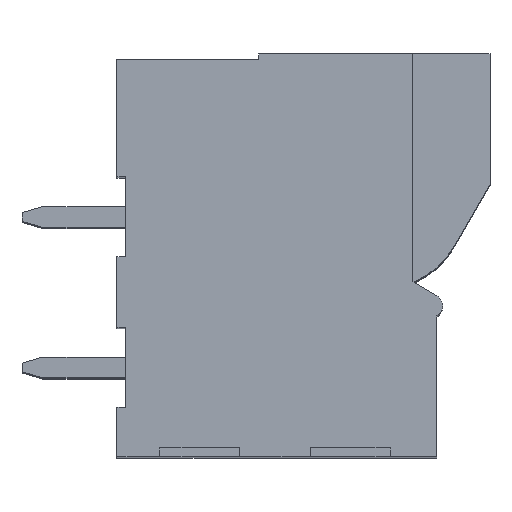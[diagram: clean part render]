
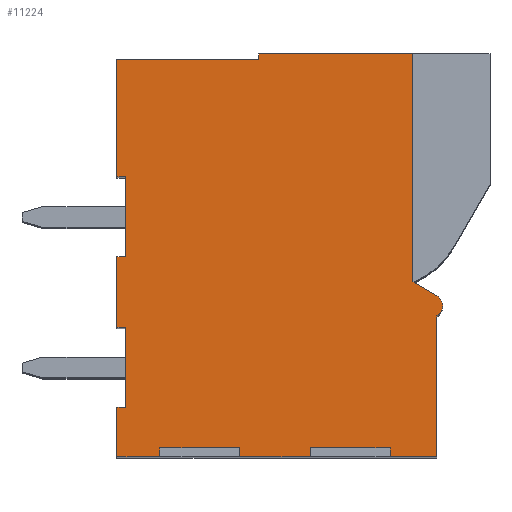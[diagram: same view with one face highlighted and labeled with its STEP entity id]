
A CAD part, top view. The second image highlights one B-rep face of the part: STEP entity #11224.
In plain terms, the highlighted planar face has unit normal (0, 0, 1).
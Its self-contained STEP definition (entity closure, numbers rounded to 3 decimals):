
#2258=CARTESIAN_POINT('',(10.604,5.094,0.));
#2259=DIRECTION('',(0.,0.,1.));
#2260=DIRECTION('',(0.495,-0.869,0.));
#2261=AXIS2_PLACEMENT_3D('',#2258,#2259,#2260);
#2263=DIRECTION('',(0.,1.,0.));
#2264=VECTOR('',#2263,0.2);
#2265=CARTESIAN_POINT('',(4.8,13.4,0.));
#2266=LINE('',#2265,#2264);
#2267=DIRECTION('',(1.,0.,0.));
#2268=VECTOR('',#2267,5.2);
#2269=CARTESIAN_POINT('',(4.8,13.6,0.));
#2270=LINE('',#2269,#2268);
#2271=DIRECTION('',(0.,-1.,0.));
#2272=VECTOR('',#2271,7.7);
#2273=CARTESIAN_POINT('',(10.,13.6,0.));
#2274=LINE('',#2273,#2272);
#2275=DIRECTION('',(0.866,-0.5,0.));
#2276=VECTOR('',#2275,0.926);
#2277=CARTESIAN_POINT('',(10.,5.9,0.));
#2278=LINE('',#2277,#2276);
#2279=DIRECTION('',(0.,-1.,0.));
#2280=VECTOR('',#2279,4.75);
#2281=CARTESIAN_POINT('',(10.8,4.75,0.));
#2282=LINE('',#2281,#2280);
#2283=DIRECTION('',(-1.,0.,0.));
#2284=VECTOR('',#2283,1.57);
#2285=CARTESIAN_POINT('',(10.8,0.,0.));
#2286=LINE('',#2285,#2284);
#2287=DIRECTION('',(0.,1.,0.));
#2288=VECTOR('',#2287,0.3);
#2289=CARTESIAN_POINT('',(9.23,0.,0.));
#2290=LINE('',#2289,#2288);
#2291=DIRECTION('',(-1.,0.,0.));
#2292=VECTOR('',#2291,2.7);
#2293=CARTESIAN_POINT('',(9.23,0.3,0.));
#2294=LINE('',#2293,#2292);
#2295=DIRECTION('',(0.,-1.,0.));
#2296=VECTOR('',#2295,0.3);
#2297=CARTESIAN_POINT('',(6.53,0.3,0.));
#2298=LINE('',#2297,#2296);
#2299=DIRECTION('',(-1.,0.,0.));
#2300=VECTOR('',#2299,2.38);
#2301=CARTESIAN_POINT('',(6.53,0.,0.));
#2302=LINE('',#2301,#2300);
#2303=DIRECTION('',(0.,1.,0.));
#2304=VECTOR('',#2303,0.3);
#2305=CARTESIAN_POINT('',(4.15,0.,0.));
#2306=LINE('',#2305,#2304);
#2307=DIRECTION('',(-1.,0.,0.));
#2308=VECTOR('',#2307,2.7);
#2309=CARTESIAN_POINT('',(4.15,0.3,0.));
#2310=LINE('',#2309,#2308);
#2311=DIRECTION('',(0.,-1.,0.));
#2312=VECTOR('',#2311,0.3);
#2313=CARTESIAN_POINT('',(1.45,0.3,0.));
#2314=LINE('',#2313,#2312);
#2315=DIRECTION('',(-1.,0.,0.));
#2316=VECTOR('',#2315,1.45);
#2317=CARTESIAN_POINT('',(1.45,0.,0.));
#2318=LINE('',#2317,#2316);
#2319=DIRECTION('',(0.,1.,0.));
#2320=VECTOR('',#2319,1.67);
#2321=CARTESIAN_POINT('',(0.,0.,0.));
#2322=LINE('',#2321,#2320);
#2323=DIRECTION('',(1.,0.,0.));
#2324=VECTOR('',#2323,0.3);
#2325=CARTESIAN_POINT('',(0.,1.67,0.));
#2326=LINE('',#2325,#2324);
#2327=DIRECTION('',(0.,1.,0.));
#2328=VECTOR('',#2327,2.7);
#2329=CARTESIAN_POINT('',(0.3,1.67,0.));
#2330=LINE('',#2329,#2328);
#2331=DIRECTION('',(-1.,0.,0.));
#2332=VECTOR('',#2331,0.3);
#2333=CARTESIAN_POINT('',(0.3,4.37,0.));
#2334=LINE('',#2333,#2332);
#2335=DIRECTION('',(0.,1.,0.));
#2336=VECTOR('',#2335,2.38);
#2337=CARTESIAN_POINT('',(0.,4.37,0.));
#2338=LINE('',#2337,#2336);
#2339=DIRECTION('',(1.,0.,0.));
#2340=VECTOR('',#2339,0.3);
#2341=CARTESIAN_POINT('',(0.,6.75,0.));
#2342=LINE('',#2341,#2340);
#2343=DIRECTION('',(0.,1.,0.));
#2344=VECTOR('',#2343,2.7);
#2345=CARTESIAN_POINT('',(0.3,6.75,0.));
#2346=LINE('',#2345,#2344);
#2347=DIRECTION('',(-1.,0.,0.));
#2348=VECTOR('',#2347,0.3);
#2349=CARTESIAN_POINT('',(0.3,9.45,0.));
#2350=LINE('',#2349,#2348);
#2351=DIRECTION('',(0.,1.,0.));
#2352=VECTOR('',#2351,3.95);
#2353=CARTESIAN_POINT('',(0.,9.45,0.));
#2354=LINE('',#2353,#2352);
#2355=DIRECTION('',(1.,0.,0.));
#2356=VECTOR('',#2355,4.8);
#2357=CARTESIAN_POINT('',(0.,13.4,0.));
#2358=LINE('',#2357,#2356);
#6083=CARTESIAN_POINT('',(10.,13.6,0.));
#6084=CARTESIAN_POINT('',(10.,5.9,0.));
#6085=VERTEX_POINT('',#6083);
#6086=VERTEX_POINT('',#6084);
#6087=CARTESIAN_POINT('',(4.8,13.6,0.));
#6088=VERTEX_POINT('',#6087);
#6089=CARTESIAN_POINT('',(4.8,13.4,0.));
#6090=VERTEX_POINT('',#6089);
#6091=CARTESIAN_POINT('',(0.,13.4,0.));
#6092=VERTEX_POINT('',#6091);
#6093=CARTESIAN_POINT('',(0.,9.45,0.));
#6094=VERTEX_POINT('',#6093);
#6095=CARTESIAN_POINT('',(0.3,9.45,0.));
#6096=VERTEX_POINT('',#6095);
#6097=CARTESIAN_POINT('',(0.3,6.75,0.));
#6098=VERTEX_POINT('',#6097);
#6099=CARTESIAN_POINT('',(0.,6.75,0.));
#6100=VERTEX_POINT('',#6099);
#6101=CARTESIAN_POINT('',(0.,4.37,0.));
#6102=VERTEX_POINT('',#6101);
#6103=CARTESIAN_POINT('',(0.3,4.37,0.));
#6104=VERTEX_POINT('',#6103);
#6105=CARTESIAN_POINT('',(0.3,1.67,0.));
#6106=VERTEX_POINT('',#6105);
#6107=CARTESIAN_POINT('',(0.,1.67,0.));
#6108=VERTEX_POINT('',#6107);
#6109=CARTESIAN_POINT('',(0.,0.,0.));
#6110=VERTEX_POINT('',#6109);
#6111=CARTESIAN_POINT('',(1.45,0.,0.));
#6112=VERTEX_POINT('',#6111);
#6113=CARTESIAN_POINT('',(1.45,0.3,0.));
#6114=VERTEX_POINT('',#6113);
#6115=CARTESIAN_POINT('',(4.15,0.3,0.));
#6116=VERTEX_POINT('',#6115);
#6117=CARTESIAN_POINT('',(4.15,0.,0.));
#6118=VERTEX_POINT('',#6117);
#6119=CARTESIAN_POINT('',(6.53,0.,0.));
#6120=VERTEX_POINT('',#6119);
#6121=CARTESIAN_POINT('',(6.53,0.3,0.));
#6122=VERTEX_POINT('',#6121);
#6123=CARTESIAN_POINT('',(9.23,0.3,0.));
#6124=VERTEX_POINT('',#6123);
#6125=CARTESIAN_POINT('',(9.23,0.,0.));
#6126=VERTEX_POINT('',#6125);
#6127=CARTESIAN_POINT('',(10.8,0.,0.));
#6128=VERTEX_POINT('',#6127);
#6129=CARTESIAN_POINT('',(10.8,4.75,0.));
#6130=VERTEX_POINT('',#6129);
#6131=CARTESIAN_POINT('',(10.802,5.437,0.));
#6132=VERTEX_POINT('',#6131);
#11177=CARTESIAN_POINT('',(5.5,6.8,0.));
#11178=DIRECTION('',(0.,0.,1.));
#11179=DIRECTION('',(0.,-1.,0.));
#11180=AXIS2_PLACEMENT_3D('',#11177,#11178,#11179);
#11181=PLANE('',#11180);
#11183=ORIENTED_EDGE('',*,*,#11182,.T.);
#11184=ORIENTED_EDGE('',*,*,#9278,.T.);
#11186=ORIENTED_EDGE('',*,*,#11185,.T.);
#11187=ORIENTED_EDGE('',*,*,#8198,.T.);
#11188=ORIENTED_EDGE('',*,*,#11163,.F.);
#11189=ORIENTED_EDGE('',*,*,#11149,.T.);
#11190=ORIENTED_EDGE('',*,*,#11135,.T.);
#11192=ORIENTED_EDGE('',*,*,#11191,.T.);
#11194=ORIENTED_EDGE('',*,*,#11193,.T.);
#11196=ORIENTED_EDGE('',*,*,#11195,.T.);
#11197=ORIENTED_EDGE('',*,*,#11127,.T.);
#11199=ORIENTED_EDGE('',*,*,#11198,.T.);
#11201=ORIENTED_EDGE('',*,*,#11200,.T.);
#11203=ORIENTED_EDGE('',*,*,#11202,.T.);
#11204=ORIENTED_EDGE('',*,*,#11119,.T.);
#11205=ORIENTED_EDGE('',*,*,#11105,.T.);
#11206=ORIENTED_EDGE('',*,*,#11091,.T.);
#11207=ORIENTED_EDGE('',*,*,#9957,.T.);
#11209=ORIENTED_EDGE('',*,*,#11208,.T.);
#11211=ORIENTED_EDGE('',*,*,#11210,.T.);
#11213=ORIENTED_EDGE('',*,*,#11212,.T.);
#11215=ORIENTED_EDGE('',*,*,#11214,.T.);
#11217=ORIENTED_EDGE('',*,*,#11216,.T.);
#11219=ORIENTED_EDGE('',*,*,#11218,.T.);
#11221=ORIENTED_EDGE('',*,*,#11220,.T.);
#11222=EDGE_LOOP('',(#11183,#11184,#11186,#11187,#11188,#11189,#11190,#11192,
#11194,#11196,#11197,#11199,#11201,#11203,#11204,#11205,#11206,#11207,#11209,
#11211,#11213,#11215,#11217,#11219,#11221));
#11223=FACE_OUTER_BOUND('',#11222,.F.);
#2262=CIRCLE('',#2261,0.396);
#8198=EDGE_CURVE('',#6086,#6132,#2278,.T.);
#9278=EDGE_CURVE('',#6088,#6085,#2270,.T.);
#9957=EDGE_CURVE('',#6106,#6104,#2330,.T.);
#11091=EDGE_CURVE('',#6108,#6106,#2326,.T.);
#11105=EDGE_CURVE('',#6110,#6108,#2322,.T.);
#11119=EDGE_CURVE('',#6112,#6110,#2318,.T.);
#11127=EDGE_CURVE('',#6120,#6118,#2302,.T.);
#11135=EDGE_CURVE('',#6128,#6126,#2286,.T.);
#11149=EDGE_CURVE('',#6130,#6128,#2282,.T.);
#11163=EDGE_CURVE('',#6130,#6132,#2262,.T.);
#11182=EDGE_CURVE('',#6090,#6088,#2266,.T.);
#11185=EDGE_CURVE('',#6085,#6086,#2274,.T.);
#11191=EDGE_CURVE('',#6126,#6124,#2290,.T.);
#11193=EDGE_CURVE('',#6124,#6122,#2294,.T.);
#11195=EDGE_CURVE('',#6122,#6120,#2298,.T.);
#11198=EDGE_CURVE('',#6118,#6116,#2306,.T.);
#11200=EDGE_CURVE('',#6116,#6114,#2310,.T.);
#11202=EDGE_CURVE('',#6114,#6112,#2314,.T.);
#11208=EDGE_CURVE('',#6104,#6102,#2334,.T.);
#11210=EDGE_CURVE('',#6102,#6100,#2338,.T.);
#11212=EDGE_CURVE('',#6100,#6098,#2342,.T.);
#11214=EDGE_CURVE('',#6098,#6096,#2346,.T.);
#11216=EDGE_CURVE('',#6096,#6094,#2350,.T.);
#11218=EDGE_CURVE('',#6094,#6092,#2354,.T.);
#11220=EDGE_CURVE('',#6092,#6090,#2358,.T.);
#11224=ADVANCED_FACE('',(#11223),#11181,.T.);
